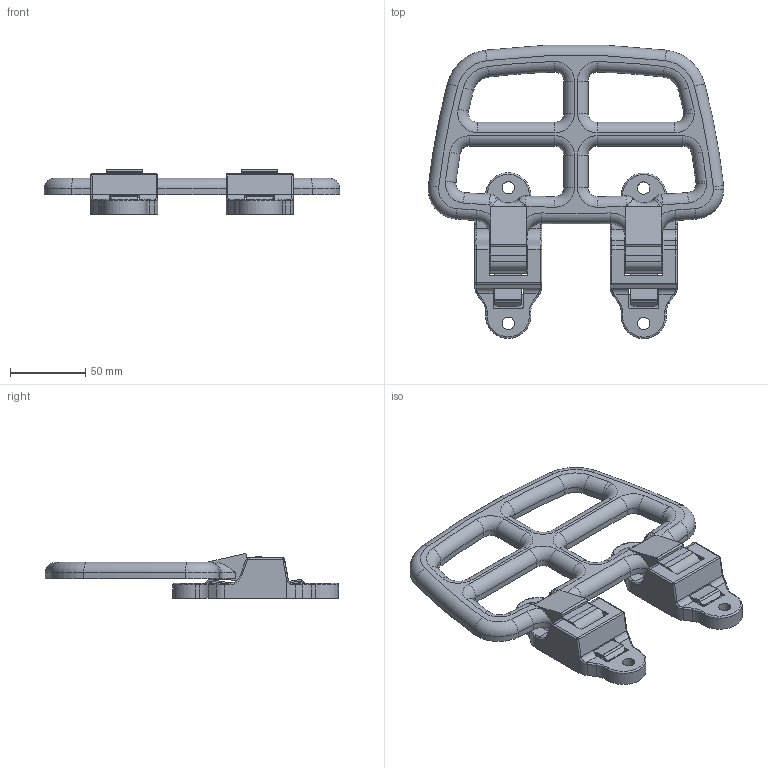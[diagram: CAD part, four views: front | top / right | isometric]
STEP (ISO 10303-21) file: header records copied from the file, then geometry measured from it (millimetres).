
FILE_DESCRIPTION (( 'STEP AP203' ), '1' );
FILE_NAME ('sone3D.STEP', '2015-10-30T03:53:57', ( '' ), ( '' ), 'SwSTEP 2.0', 'SolidWorks 2012', '' );
FILE_SCHEMA (( 'CONFIG_CONTROL_DESIGN' ));
Length unit declared in the file: millimetre
Products named in the file (5): K-856-0ステップ_ ; K-856-0ベース_; sone3D; K-856-0板ばね②_; K-856-0板ばね①_
Assembly tree (7 placements, depth 2):
  sone3D
    K-856-0ベース_  x2
    K-856-0ステップ_ 
    K-856-0板ばね①_  x2
    K-856-0板ばね②_  x2
Bounding box: 196.36 x 194.8 x 29.75 mm (x, y, z)
Volume: 218588.4 mm3; surface area: 79860 mm2
Topology: 7 solids, 7 shells, 434 faces, 1149 edges, 717 vertices
Faces by surface type: cylinder 209, plane 132, torus 79, bspline 10, sphere 4
Entity records: 10473 total; most frequent: CARTESIAN_POINT 2406, DIRECTION 1717, ORIENTED_EDGE 1526, EDGE_CURVE 763, AXIS2_PLACEMENT_3D 679, VERTEX_POINT 475, CIRCLE 386, LINE 359
